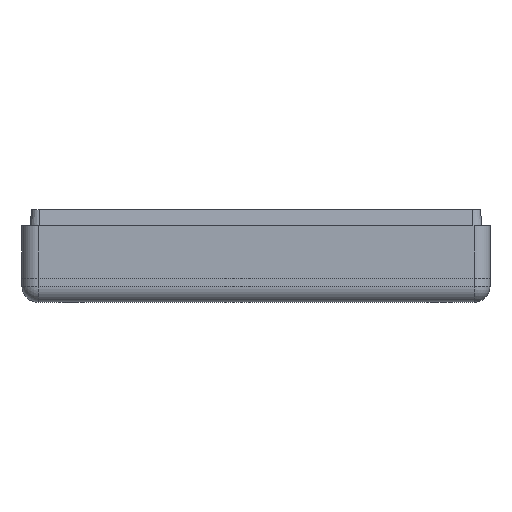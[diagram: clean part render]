
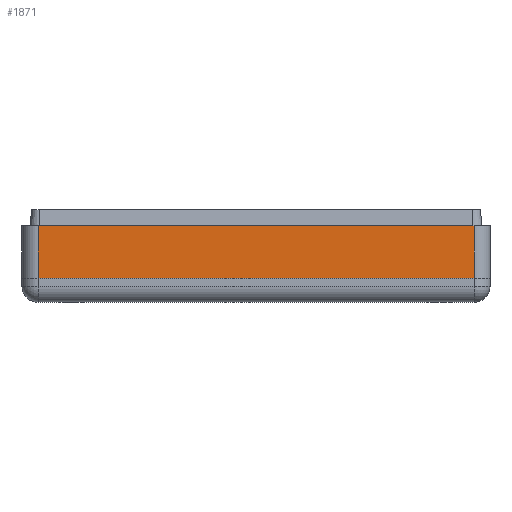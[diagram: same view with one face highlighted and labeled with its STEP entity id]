
A CAD part, front view. The second image highlights one B-rep face of the part: STEP entity #1871.
In plain terms, the highlighted planar face has unit normal (0, -1, 0).
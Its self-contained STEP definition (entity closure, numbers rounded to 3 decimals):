
#311 = PLANE('',#312);
#312 = AXIS2_PLACEMENT_3D('',#313,#314,#315);
#313 = CARTESIAN_POINT('',(-29.25,-3.25,0.));
#314 = DIRECTION('',(0.,-1.,0.));
#315 = DIRECTION('',(1.,0.,0.));
#877 = EDGE_CURVE('',#878,#880,#882,.T.);
#878 = VERTEX_POINT('',#879);
#879 = CARTESIAN_POINT('',(27.25,-3.25,0.));
#880 = VERTEX_POINT('',#881);
#881 = CARTESIAN_POINT('',(-27.25,-3.25,0.));
#882 = SURFACE_CURVE('',#883,(#887,#894),.PCURVE_S1.);
#883 = LINE('',#884,#885);
#884 = CARTESIAN_POINT('',(29.25,-3.25,0.));
#885 = VECTOR('',#886,1.);
#886 = DIRECTION('',(-1.,0.,0.));
#887 = PCURVE('',#311,#888);
#888 = DEFINITIONAL_REPRESENTATION('',(#889),#893);
#889 = LINE('',#890,#891);
#890 = CARTESIAN_POINT('',(58.5,0.));
#891 = VECTOR('',#892,1.);
#892 = DIRECTION('',(-1.,0.));
#893 = ( GEOMETRIC_REPRESENTATION_CONTEXT(2) 
PARAMETRIC_REPRESENTATION_CONTEXT() REPRESENTATION_CONTEXT('2D SPACE',''
  ) );
#894 = PCURVE('',#895,#900);
#895 = PLANE('',#896);
#896 = AXIS2_PLACEMENT_3D('',#897,#898,#899);
#897 = CARTESIAN_POINT('',(29.25,-3.25,0.));
#898 = DIRECTION('',(0.,-1.,0.));
#899 = DIRECTION('',(-1.,0.,0.));
#900 = DEFINITIONAL_REPRESENTATION('',(#901),#905);
#901 = LINE('',#902,#903);
#902 = CARTESIAN_POINT('',(0.,-0.));
#903 = VECTOR('',#904,1.);
#904 = DIRECTION('',(1.,0.));
#905 = ( GEOMETRIC_REPRESENTATION_CONTEXT(2) 
PARAMETRIC_REPRESENTATION_CONTEXT() REPRESENTATION_CONTEXT('2D SPACE',''
  ) );
#1829 = CYLINDRICAL_SURFACE('',#1830,2.);
#1830 = AXIS2_PLACEMENT_3D('',#1831,#1832,#1833);
#1831 = CARTESIAN_POINT('',(-27.25,-1.25,0.));
#1832 = DIRECTION('',(0.,0.,1.));
#1833 = DIRECTION('',(0.,-1.,0.));
#1861 = CYLINDRICAL_SURFACE('',#1862,2.);
#1862 = AXIS2_PLACEMENT_3D('',#1863,#1864,#1865);
#1863 = CARTESIAN_POINT('',(27.25,-1.25,0.));
#1864 = DIRECTION('',(0.,0.,1.));
#1865 = DIRECTION('',(0.,-1.,0.));
#1871 = ADVANCED_FACE('',(#1872),#895,.T.);
#1872 = FACE_BOUND('',#1873,.T.);
#1873 = EDGE_LOOP('',(#1874,#1875,#1898,#1926));
#1874 = ORIENTED_EDGE('',*,*,#877,.F.);
#1875 = ORIENTED_EDGE('',*,*,#1876,.T.);
#1876 = EDGE_CURVE('',#878,#1877,#1879,.T.);
#1877 = VERTEX_POINT('',#1878);
#1878 = CARTESIAN_POINT('',(27.25,-3.25,6.57));
#1879 = SURFACE_CURVE('',#1880,(#1884,#1891),.PCURVE_S1.);
#1880 = LINE('',#1881,#1882);
#1881 = CARTESIAN_POINT('',(27.25,-3.25,0.));
#1882 = VECTOR('',#1883,1.);
#1883 = DIRECTION('',(0.,0.,1.));
#1884 = PCURVE('',#895,#1885);
#1885 = DEFINITIONAL_REPRESENTATION('',(#1886),#1890);
#1886 = LINE('',#1887,#1888);
#1887 = CARTESIAN_POINT('',(2.,0.));
#1888 = VECTOR('',#1889,1.);
#1889 = DIRECTION('',(0.,-1.));
#1890 = ( GEOMETRIC_REPRESENTATION_CONTEXT(2) 
PARAMETRIC_REPRESENTATION_CONTEXT() REPRESENTATION_CONTEXT('2D SPACE',''
  ) );
#1891 = PCURVE('',#1861,#1892);
#1892 = DEFINITIONAL_REPRESENTATION('',(#1893),#1897);
#1893 = LINE('',#1894,#1895);
#1894 = CARTESIAN_POINT('',(0.,0.));
#1895 = VECTOR('',#1896,1.);
#1896 = DIRECTION('',(0.,1.));
#1897 = ( GEOMETRIC_REPRESENTATION_CONTEXT(2) 
PARAMETRIC_REPRESENTATION_CONTEXT() REPRESENTATION_CONTEXT('2D SPACE',''
  ) );
#1898 = ORIENTED_EDGE('',*,*,#1899,.T.);
#1899 = EDGE_CURVE('',#1877,#1900,#1902,.T.);
#1900 = VERTEX_POINT('',#1901);
#1901 = CARTESIAN_POINT('',(-27.25,-3.25,6.57));
#1902 = SURFACE_CURVE('',#1903,(#1907,#1914),.PCURVE_S1.);
#1903 = LINE('',#1904,#1905);
#1904 = CARTESIAN_POINT('',(29.25,-3.25,6.57));
#1905 = VECTOR('',#1906,1.);
#1906 = DIRECTION('',(-1.,0.,0.));
#1907 = PCURVE('',#895,#1908);
#1908 = DEFINITIONAL_REPRESENTATION('',(#1909),#1913);
#1909 = LINE('',#1910,#1911);
#1910 = CARTESIAN_POINT('',(0.,-6.57));
#1911 = VECTOR('',#1912,1.);
#1912 = DIRECTION('',(1.,0.));
#1913 = ( GEOMETRIC_REPRESENTATION_CONTEXT(2) 
PARAMETRIC_REPRESENTATION_CONTEXT() REPRESENTATION_CONTEXT('2D SPACE',''
  ) );
#1914 = PCURVE('',#1915,#1920);
#1915 = PLANE('',#1916);
#1916 = AXIS2_PLACEMENT_3D('',#1917,#1918,#1919);
#1917 = CARTESIAN_POINT('',(0.,42.5,6.57));
#1918 = DIRECTION('',(-0.,-0.,-1.));
#1919 = DIRECTION('',(-1.,0.,0.));
#1920 = DEFINITIONAL_REPRESENTATION('',(#1921),#1925);
#1921 = LINE('',#1922,#1923);
#1922 = CARTESIAN_POINT('',(-29.25,-45.75));
#1923 = VECTOR('',#1924,1.);
#1924 = DIRECTION('',(1.,0.));
#1925 = ( GEOMETRIC_REPRESENTATION_CONTEXT(2) 
PARAMETRIC_REPRESENTATION_CONTEXT() REPRESENTATION_CONTEXT('2D SPACE',''
  ) );
#1926 = ORIENTED_EDGE('',*,*,#1927,.F.);
#1927 = EDGE_CURVE('',#880,#1900,#1928,.T.);
#1928 = SURFACE_CURVE('',#1929,(#1933,#1940),.PCURVE_S1.);
#1929 = LINE('',#1930,#1931);
#1930 = CARTESIAN_POINT('',(-27.25,-3.25,0.));
#1931 = VECTOR('',#1932,1.);
#1932 = DIRECTION('',(0.,0.,1.));
#1933 = PCURVE('',#895,#1934);
#1934 = DEFINITIONAL_REPRESENTATION('',(#1935),#1939);
#1935 = LINE('',#1936,#1937);
#1936 = CARTESIAN_POINT('',(56.5,0.));
#1937 = VECTOR('',#1938,1.);
#1938 = DIRECTION('',(0.,-1.));
#1939 = ( GEOMETRIC_REPRESENTATION_CONTEXT(2) 
PARAMETRIC_REPRESENTATION_CONTEXT() REPRESENTATION_CONTEXT('2D SPACE',''
  ) );
#1940 = PCURVE('',#1829,#1941);
#1941 = DEFINITIONAL_REPRESENTATION('',(#1942),#1946);
#1942 = LINE('',#1943,#1944);
#1943 = CARTESIAN_POINT('',(-0.,0.));
#1944 = VECTOR('',#1945,1.);
#1945 = DIRECTION('',(-0.,1.));
#1946 = ( GEOMETRIC_REPRESENTATION_CONTEXT(2) 
PARAMETRIC_REPRESENTATION_CONTEXT() REPRESENTATION_CONTEXT('2D SPACE',''
  ) );
